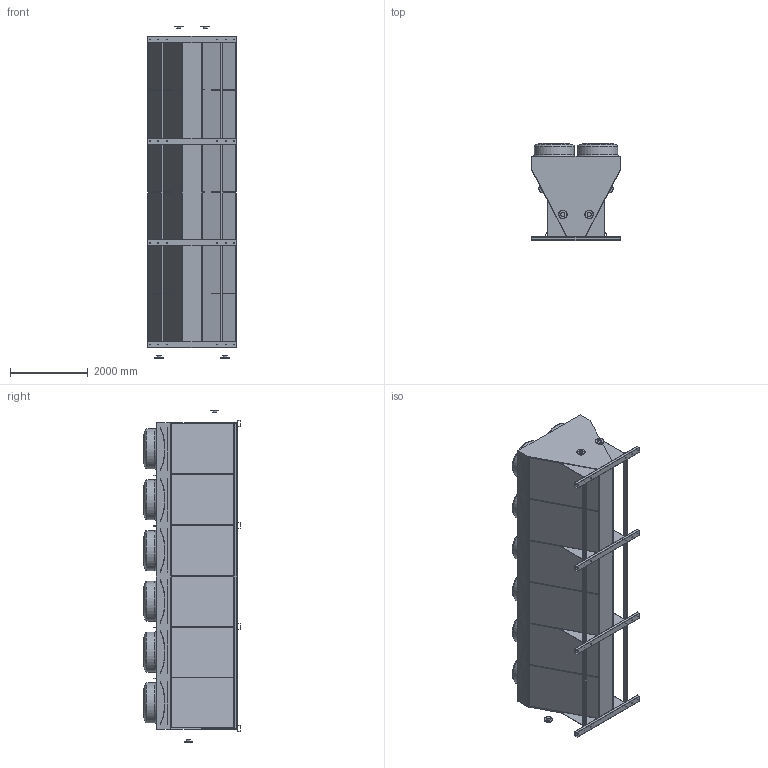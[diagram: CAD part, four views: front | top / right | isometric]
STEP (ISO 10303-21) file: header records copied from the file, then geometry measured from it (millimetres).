
FILE_DESCRIPTION (( 'STEP AP203' ), '1' );
FILE_NAME ('VDDY6M_5R48N.STEP', '2018-10-08T14:36:47', ( 'Alfa Laval' ), ( 'Alfa Laval' ), 'SwSTEP 2.0', 'SolidWorks 2016', '' );
FILE_SCHEMA (( 'CONFIG_CONTROL_DESIGN' ));
Length unit declared in the file: millimetre
Products named in the file (3): V-TYPE2_LIGHT_BODY_6MOD-OS; V-TYPE2_LIGHT_VDDY_FLANGE_OS_6MOD_5R_5P; VDDY6M_5R48N
Assembly tree (2 placements, depth 2):
  VDDY6M_5R48N
    V-TYPE2_LIGHT_BODY_6MOD-OS
    V-TYPE2_LIGHT_VDDY_FLANGE_OS_6MOD_5R_5P
Bounding box: 2280.43 x 2494.62 x 8560 mm (x, y, z)
Volume: 28200548814.8 mm3; surface area: 100258184.2 mm2
Topology: 13 solids, 13 shells, 1380 faces, 3288 edges, 2074 vertices
Faces by surface type: cylinder 604, plane 480, torus 188, sphere 96, cone 12
Full cylindrical faces by diameter (mm): 1 x48, 20 x48, 40 x8, 100 x12, 108 x8, 220 x4, 1032 x12
Entity records: 39029 total; most frequent: DIRECTION 7448, CARTESIAN_POINT 6379, ORIENTED_EDGE 5940, AXIS2_PLACEMENT_3D 3093, EDGE_CURVE 2970, VERTEX_POINT 2024, EDGE_LOOP 1932, CIRCLE 1708
